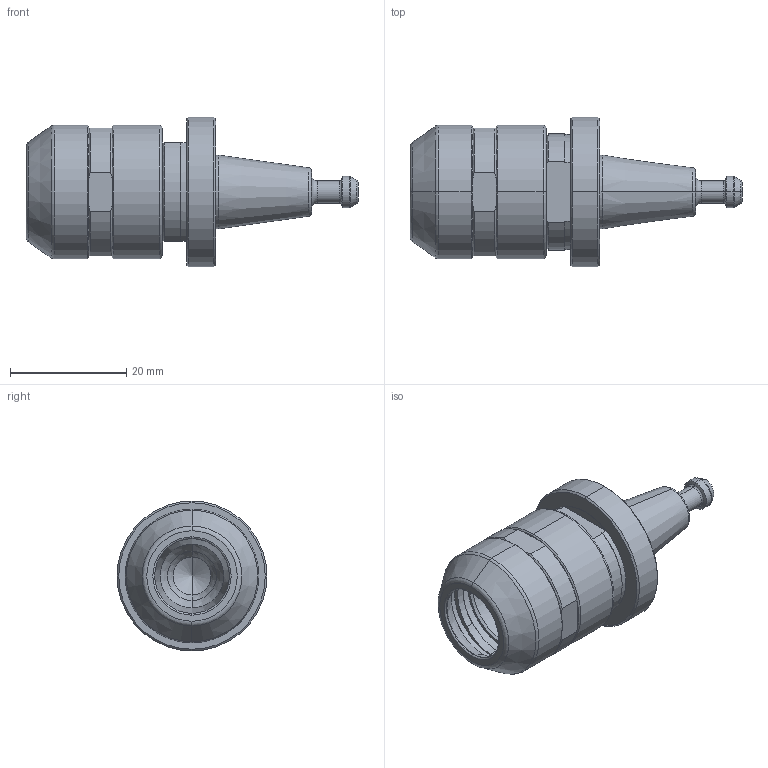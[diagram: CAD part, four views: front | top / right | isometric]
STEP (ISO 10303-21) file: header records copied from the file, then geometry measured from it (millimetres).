
FILE_DESCRIPTION (( 'STEP AP203' ), '1' );
FILE_NAME ('QC5-16-R_9225.STEP', '2024-03-29T08:13:48', ( '' ), ( '' ), 'SwSTEP 2.0', 'SolidWorks 2021', '' );
FILE_SCHEMA (( 'CONFIG_CONTROL_DESIGN' ));
Length unit declared in the file: millimetre
Products named in the file (1): QC5-16-R_9225
Bounding box: 57.12 x 25.8 x 25.8 mm (x, y, z)
Volume: 9264.3 mm3; surface area: 7757.7 mm2
Topology: 2 solids, 2 shells, 153 faces, 333 edges, 188 vertices
Faces by surface type: cone 56, cylinder 45, plane 30, torus 22
Entity records: 4224 total; most frequent: DIRECTION 803, CARTESIAN_POINT 743, ORIENTED_EDGE 658, AXIS2_PLACEMENT_3D 344, EDGE_CURVE 329, CIRCLE 190, VERTEX_POINT 188, EDGE_LOOP 163
